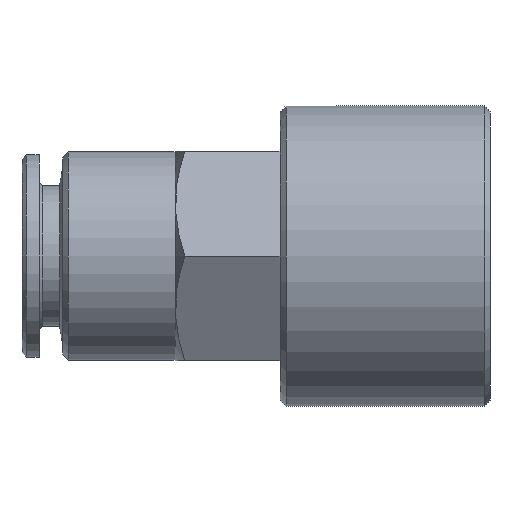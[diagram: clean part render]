
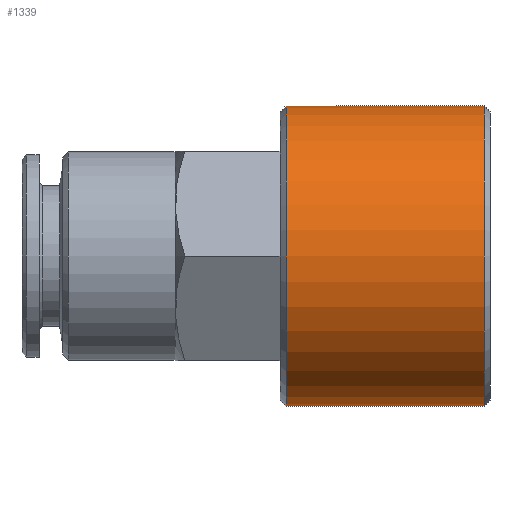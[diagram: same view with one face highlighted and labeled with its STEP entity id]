
A CAD part, left-side view. The second image highlights one B-rep face of the part: STEP entity #1339.
In plain terms, the highlighted cylindrical face has radius 10 mm (diameter 20 mm), a partial arc.
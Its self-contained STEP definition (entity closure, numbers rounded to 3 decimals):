
#52 = VERTEX_POINT ( 'NONE', #841 ) ;
#83 = EDGE_LOOP ( 'NONE', ( #475, #1449, #1425, #912 ) ) ;
#99 = LINE ( 'NONE', #261, #1377 ) ;
#185 = CYLINDRICAL_SURFACE ( 'NONE', #1203, 10. ) ;
#186 = DIRECTION ( 'NONE',  ( 0., 0., -1. ) ) ;
#237 = DIRECTION ( 'NONE',  ( 0., 0., -1. ) ) ;
#242 = DIRECTION ( 'NONE',  ( 0., -1., 0. ) ) ;
#261 = CARTESIAN_POINT ( 'NONE',  ( 0., -3.305, -10. ) ) ;
#293 = EDGE_CURVE ( 'NONE', #470, #988, #99, .T. ) ;
#313 = CARTESIAN_POINT ( 'NONE',  ( 0., 13.6, 0. ) ) ;
#360 = CARTESIAN_POINT ( 'NONE',  ( 0., 13.6, 10. ) ) ;
#381 = EDGE_CURVE ( 'NONE', #52, #988, #1348, .T. ) ;
#403 = DIRECTION ( 'NONE',  ( 0., 0., -1. ) ) ;
#464 = DIRECTION ( 'NONE',  ( 0., -1., 0. ) ) ;
#470 = VERTEX_POINT ( 'NONE', #531 ) ;
#475 = ORIENTED_EDGE ( 'NONE', *, *, #1334, .F. ) ;
#508 = DIRECTION ( 'NONE',  ( 0., -1., 0. ) ) ;
#531 = CARTESIAN_POINT ( 'NONE',  ( 0., 13.6, -10. ) ) ;
#658 = FACE_OUTER_BOUND ( 'NONE', #83, .T. ) ;
#677 = AXIS2_PLACEMENT_3D ( 'NONE', #1204, #747, #403 ) ;
#747 = DIRECTION ( 'NONE',  ( 0., -1., 0. ) ) ;
#841 = CARTESIAN_POINT ( 'NONE',  ( 0., 0.4, 10. ) ) ;
#849 = VECTOR ( 'NONE', #464, 1000. ) ;
#870 = CIRCLE ( 'NONE', #904, 10. ) ;
#904 = AXIS2_PLACEMENT_3D ( 'NONE', #313, #1435, #186 ) ;
#912 = ORIENTED_EDGE ( 'NONE', *, *, #381, .F. ) ;
#915 = CARTESIAN_POINT ( 'NONE',  ( 0., -3.305, 0. ) ) ;
#952 = CARTESIAN_POINT ( 'NONE',  ( 0., 0.4, -10. ) ) ;
#988 = VERTEX_POINT ( 'NONE', #952 ) ;
#1077 = EDGE_CURVE ( 'NONE', #1315, #470, #870, .T. ) ;
#1136 = CARTESIAN_POINT ( 'NONE',  ( 0., -3.305, 10. ) ) ;
#1203 = AXIS2_PLACEMENT_3D ( 'NONE', #915, #242, #237 ) ;
#1204 = CARTESIAN_POINT ( 'NONE',  ( 0., 0.4, 0. ) ) ;
#1315 = VERTEX_POINT ( 'NONE', #360 ) ;
#1334 = EDGE_CURVE ( 'NONE', #1315, #52, #1420, .T. ) ;
#1339 = ADVANCED_FACE ( 'NONE', ( #658 ), #185, .T. ) ;
#1348 = CIRCLE ( 'NONE', #677, 10. ) ;
#1377 = VECTOR ( 'NONE', #508, 1000. ) ;
#1420 = LINE ( 'NONE', #1136, #849 ) ;
#1425 = ORIENTED_EDGE ( 'NONE', *, *, #293, .T. ) ;
#1435 = DIRECTION ( 'NONE',  ( 0., -1., 0. ) ) ;
#1449 = ORIENTED_EDGE ( 'NONE', *, *, #1077, .T. ) ;
